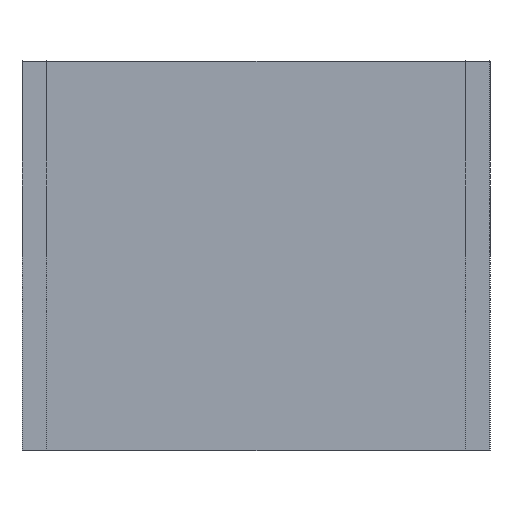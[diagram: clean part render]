
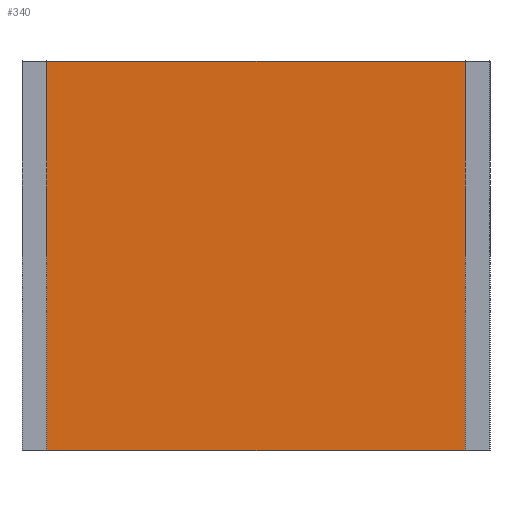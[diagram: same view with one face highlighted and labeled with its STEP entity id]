
A CAD part, left-side view. The second image highlights one B-rep face of the part: STEP entity #340.
In plain terms, the highlighted planar face has unit normal (-1, 0, 0).
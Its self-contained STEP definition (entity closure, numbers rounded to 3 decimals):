
#340=ADVANCED_FACE('',(#428),#430,.T.);
#428=FACE_BOUND('',#429,.T.);
#429=EDGE_LOOP('',(#482,#483,#484,#485));
#430=PLANE('',#431);
#431=AXIS2_PLACEMENT_3D('',#432,#433,#434);
#432=CARTESIAN_POINT('',(-16.,0.,0.));
#433=DIRECTION('',(-1.,0.,0.));
#434=DIRECTION('',(0.,0.,-1.));
#482=ORIENTED_EDGE('',*,*,#504,.T.);
#483=ORIENTED_EDGE('',*,*,#508,.T.);
#484=ORIENTED_EDGE('',*,*,#511,.T.);
#485=ORIENTED_EDGE('',*,*,#513,.T.);
#504=EDGE_CURVE('',#539,#537,#540,.T.);
#508=EDGE_CURVE('',#537,#544,#546,.T.);
#511=EDGE_CURVE('',#544,#549,#551,.T.);
#513=EDGE_CURVE('',#549,#539,#553,.T.);
#537=VERTEX_POINT('',#603);
#539=VERTEX_POINT('',#607);
#540=LINE('',#608,#609);
#544=VERTEX_POINT('',#618);
#546=LINE('',#622,#623);
#549=VERTEX_POINT('',#629);
#551=LINE('',#633,#634);
#553=LINE('',#639,#640);
#603=CARTESIAN_POINT('',(-16.,-134.,-125.));
#607=CARTESIAN_POINT('',(-16.,134.,-125.));
#608=CARTESIAN_POINT('',(-16.,134.,-125.));
#609=VECTOR('',#610,1.);
#610=DIRECTION('',(0.,-1.,0.));
#618=CARTESIAN_POINT('',(-16.,-134.,125.));
#622=CARTESIAN_POINT('',(-16.,-134.,-125.));
#623=VECTOR('',#624,1.);
#624=DIRECTION('',(0.,0.,1.));
#629=CARTESIAN_POINT('',(-16.,134.,125.));
#633=CARTESIAN_POINT('',(-16.,-134.,125.));
#634=VECTOR('',#635,1.);
#635=DIRECTION('',(0.,1.,0.));
#639=CARTESIAN_POINT('',(-16.,134.,125.));
#640=VECTOR('',#641,1.);
#641=DIRECTION('',(0.,0.,-1.));
